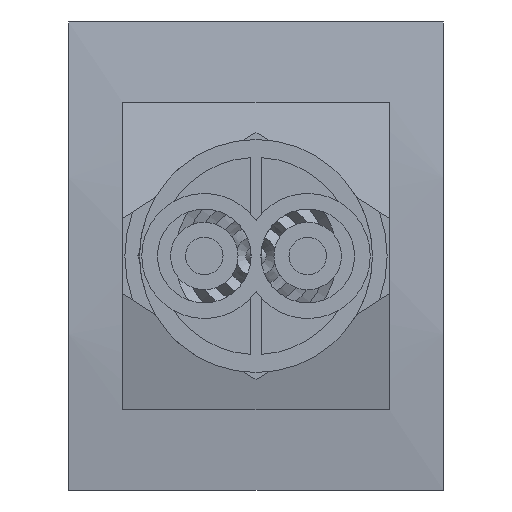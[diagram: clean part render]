
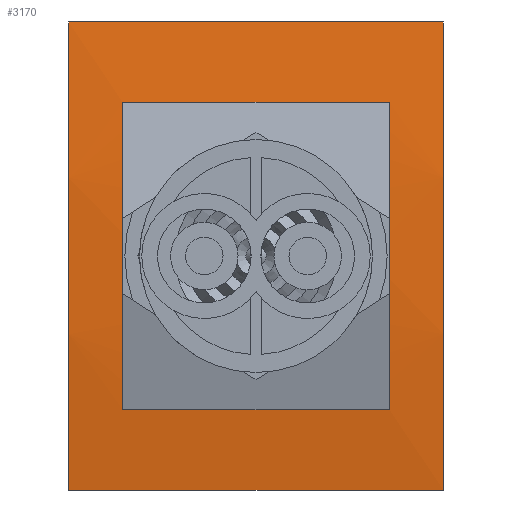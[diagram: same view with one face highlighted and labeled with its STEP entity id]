
A CAD part, front view. The second image highlights one B-rep face of the part: STEP entity #3170.
In plain terms, the highlighted cylindrical face has radius 56.951 mm (diameter 113.903 mm), a partial arc.
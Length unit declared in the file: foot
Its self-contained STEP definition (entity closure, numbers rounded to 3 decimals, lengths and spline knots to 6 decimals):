
#101 = CARTESIAN_POINT ( 'NONE',  ( 0.017083, 0.001562, -0.014833 ) ) ;
#177 = CIRCLE ( 'NONE', #2520, 0.186849 ) ;
#179 = EDGE_CURVE ( 'NONE', #2824, #787, #2675, .T. ) ;
#186 = DIRECTION ( 'NONE',  ( 1., 0., 0. ) ) ;
#287 = CARTESIAN_POINT ( 'NONE',  ( 0.026027, 0.000523, 0.020833 ) ) ;
#311 = EDGE_CURVE ( 'NONE', #2318, #1077, #1174, .T. ) ;
#336 = EDGE_CURVE ( 'NONE', #3420, #1077, #1761, .T. ) ;
#474 = VERTEX_POINT ( 'NONE', #1879 ) ;
#476 = AXIS2_PLACEMENT_3D ( 'NONE', #2515, #734, #2800 ) ;
#480 = EDGE_LOOP ( 'NONE', ( #2342, #3836, #640, #3374 ) ) ;
#541 = CARTESIAN_POINT ( 'NONE',  ( 0., -0.184503, -0.020833 ) ) ;
#565 = ORIENTED_EDGE ( 'NONE', *, *, #1207, .F. ) ;
#619 = DIRECTION ( 'NONE',  ( 1., 0., 0. ) ) ;
#640 = ORIENTED_EDGE ( 'NONE', *, *, #2982, .F. ) ;
#644 = CIRCLE ( 'NONE', #476, 0.186849 ) ;
#668 = AXIS2_PLACEMENT_3D ( 'NONE', #1690, #3750, #1986 ) ;
#706 = CARTESIAN_POINT ( 'NONE',  ( -0.017083, 0.001562, -0.014833 ) ) ;
#734 = DIRECTION ( 'NONE',  ( 0., 0., -1. ) ) ;
#744 = CIRCLE ( 'NONE', #2544, 0.186849 ) ;
#786 = EDGE_CURVE ( 'NONE', #1781, #474, #744, .T. ) ;
#787 = VERTEX_POINT ( 'NONE', #2018 ) ;
#828 = VECTOR ( 'NONE', #2184, 3.28084 ) ;
#830 = EDGE_CURVE ( 'NONE', #3392, #2259, #177, .T. ) ;
#833 = CIRCLE ( 'NONE', #2714, 0.186849 ) ;
#883 = DIRECTION ( 'NONE',  ( 0., 0., -1. ) ) ;
#886 = ORIENTED_EDGE ( 'NONE', *, *, #3037, .F. ) ;
#963 = CARTESIAN_POINT ( 'NONE',  ( -0.026027, 0.000523, 0.020833 ) ) ;
#1029 = CARTESIAN_POINT ( 'NONE',  ( 0., -0.184503, 0.014833 ) ) ;
#1076 = VECTOR ( 'NONE', #2569, 3.28084 ) ;
#1077 = VERTEX_POINT ( 'NONE', #101 ) ;
#1174 = LINE ( 'NONE', #2104, #1076 ) ;
#1204 = CARTESIAN_POINT ( 'NONE',  ( 0., -0.184503, -0.014833 ) ) ;
#1207 = EDGE_CURVE ( 'NONE', #1875, #2318, #833, .T. ) ;
#1296 = CARTESIAN_POINT ( 'NONE',  ( 0.026027, 0.000523, -0.020833 ) ) ;
#1336 = VECTOR ( 'NONE', #1905, 3.28084 ) ;
#1424 = AXIS2_PLACEMENT_3D ( 'NONE', #3834, #2740, #619 ) ;
#1481 = CARTESIAN_POINT ( 'NONE',  ( 0.026027, 0.000523, -0.020833 ) ) ;
#1620 = LINE ( 'NONE', #1296, #828 ) ;
#1621 = CARTESIAN_POINT ( 'NONE',  ( -0.026027, 0.000523, -0.020833 ) ) ;
#1623 = CIRCLE ( 'NONE', #1424, 0.186849 ) ;
#1629 = LINE ( 'NONE', #2946, #2508 ) ;
#1647 = CIRCLE ( 'NONE', #668, 0.186849 ) ;
#1690 = CARTESIAN_POINT ( 'NONE',  ( 0., -0.184503, 0.020833 ) ) ;
#1735 = CARTESIAN_POINT ( 'NONE',  ( 0., -0.184503, -0.014833 ) ) ;
#1749 = FACE_BOUND ( 'NONE', #3828, .T. ) ;
#1761 = CIRCLE ( 'NONE', #2912, 0.186849 ) ;
#1774 = DIRECTION ( 'NONE',  ( 0., 0., -1. ) ) ;
#1781 = VERTEX_POINT ( 'NONE', #706 ) ;
#1849 = AXIS2_PLACEMENT_3D ( 'NONE', #1029, #1867, #2807 ) ;
#1867 = DIRECTION ( 'NONE',  ( 0., 0., -1. ) ) ;
#1875 = VERTEX_POINT ( 'NONE', #3018 ) ;
#1879 = CARTESIAN_POINT ( 'NONE',  ( -0.007592, 0.002191, -0.014833 ) ) ;
#1905 = DIRECTION ( 'NONE',  ( 0., 0., 1. ) ) ;
#1961 = DIRECTION ( 'NONE',  ( 0., 0., 1. ) ) ;
#1986 = DIRECTION ( 'NONE',  ( 1., 0., 0. ) ) ;
#2018 = CARTESIAN_POINT ( 'NONE',  ( -0.007592, 0.002191, 0.014833 ) ) ;
#2028 = EDGE_CURVE ( 'NONE', #1781, #2824, #1629, .T. ) ;
#2053 = VERTEX_POINT ( 'NONE', #287 ) ;
#2062 = DIRECTION ( 'NONE',  ( 0., 0., 1. ) ) ;
#2104 = CARTESIAN_POINT ( 'NONE',  ( 0.017083, 0.001562, 0.014833 ) ) ;
#2133 = DIRECTION ( 'NONE',  ( 1., 0., 0. ) ) ;
#2184 = DIRECTION ( 'NONE',  ( 0., 0., 1. ) ) ;
#2259 = VERTEX_POINT ( 'NONE', #2499 ) ;
#2264 = CARTESIAN_POINT ( 'NONE',  ( 0., -0.184503, -0.020833 ) ) ;
#2318 = VERTEX_POINT ( 'NONE', #2954 ) ;
#2342 = ORIENTED_EDGE ( 'NONE', *, *, #3038, .T. ) ;
#2377 = EDGE_CURVE ( 'NONE', #474, #3420, #1623, .T. ) ;
#2499 = CARTESIAN_POINT ( 'NONE',  ( -0.026027, 0.000523, -0.020833 ) ) ;
#2508 = VECTOR ( 'NONE', #2062, 3.28084 ) ;
#2515 = CARTESIAN_POINT ( 'NONE',  ( 0., -0.184503, 0.014833 ) ) ;
#2520 = AXIS2_PLACEMENT_3D ( 'NONE', #541, #3027, #2133 ) ;
#2539 = DIRECTION ( 'NONE',  ( 0., 0., -1. ) ) ;
#2542 = FACE_OUTER_BOUND ( 'NONE', #480, .T. ) ;
#2544 = AXIS2_PLACEMENT_3D ( 'NONE', #1204, #1774, #3270 ) ;
#2569 = DIRECTION ( 'NONE',  ( 0., 0., -1. ) ) ;
#2611 = VERTEX_POINT ( 'NONE', #963 ) ;
#2652 = CARTESIAN_POINT ( 'NONE',  ( 0., -0.184503, 0.014833 ) ) ;
#2675 = CIRCLE ( 'NONE', #1849, 0.186849 ) ;
#2711 = ORIENTED_EDGE ( 'NONE', *, *, #336, .T. ) ;
#2714 = AXIS2_PLACEMENT_3D ( 'NONE', #2652, #883, #2948 ) ;
#2740 = DIRECTION ( 'NONE',  ( 0., 0., -1. ) ) ;
#2800 = DIRECTION ( 'NONE',  ( 1., 0., 0. ) ) ;
#2807 = DIRECTION ( 'NONE',  ( 1., 0., 0. ) ) ;
#2810 = ORIENTED_EDGE ( 'NONE', *, *, #311, .F. ) ;
#2824 = VERTEX_POINT ( 'NONE', #2865 ) ;
#2865 = CARTESIAN_POINT ( 'NONE',  ( -0.017083, 0.001562, 0.014833 ) ) ;
#2912 = AXIS2_PLACEMENT_3D ( 'NONE', #1735, #2539, #2927 ) ;
#2927 = DIRECTION ( 'NONE',  ( 1., 0., 0. ) ) ;
#2946 = CARTESIAN_POINT ( 'NONE',  ( -0.017083, 0.001562, -0.014833 ) ) ;
#2948 = DIRECTION ( 'NONE',  ( 1., 0., 0. ) ) ;
#2954 = CARTESIAN_POINT ( 'NONE',  ( 0.017083, 0.001562, 0.014833 ) ) ;
#2975 = CARTESIAN_POINT ( 'NONE',  ( 0.007592, 0.002191, -0.014833 ) ) ;
#2982 = EDGE_CURVE ( 'NONE', #3392, #2053, #1620, .T. ) ;
#3012 = ORIENTED_EDGE ( 'NONE', *, *, #179, .F. ) ;
#3018 = CARTESIAN_POINT ( 'NONE',  ( 0.007592, 0.002191, 0.014833 ) ) ;
#3027 = DIRECTION ( 'NONE',  ( 0., 0., 1. ) ) ;
#3037 = EDGE_CURVE ( 'NONE', #787, #1875, #644, .T. ) ;
#3038 = EDGE_CURVE ( 'NONE', #2259, #2611, #3087, .T. ) ;
#3087 = LINE ( 'NONE', #1621, #1336 ) ;
#3170 = ADVANCED_FACE ( 'NONE', ( #1749, #2542 ), #3217, .T. ) ;
#3216 = ORIENTED_EDGE ( 'NONE', *, *, #786, .T. ) ;
#3217 = CYLINDRICAL_SURFACE ( 'NONE', #3558, 0.186849 ) ;
#3270 = DIRECTION ( 'NONE',  ( 1., 0., 0. ) ) ;
#3355 = ORIENTED_EDGE ( 'NONE', *, *, #2377, .T. ) ;
#3374 = ORIENTED_EDGE ( 'NONE', *, *, #830, .T. ) ;
#3392 = VERTEX_POINT ( 'NONE', #1481 ) ;
#3420 = VERTEX_POINT ( 'NONE', #2975 ) ;
#3524 = ORIENTED_EDGE ( 'NONE', *, *, #2028, .F. ) ;
#3552 = EDGE_CURVE ( 'NONE', #2053, #2611, #1647, .T. ) ;
#3558 = AXIS2_PLACEMENT_3D ( 'NONE', #2264, #1961, #186 ) ;
#3750 = DIRECTION ( 'NONE',  ( 0., 0., 1. ) ) ;
#3828 = EDGE_LOOP ( 'NONE', ( #886, #3012, #3524, #3216, #3355, #2711, #2810, #565 ) ) ;
#3834 = CARTESIAN_POINT ( 'NONE',  ( 0., -0.184503, -0.014833 ) ) ;
#3836 = ORIENTED_EDGE ( 'NONE', *, *, #3552, .F. ) ;
